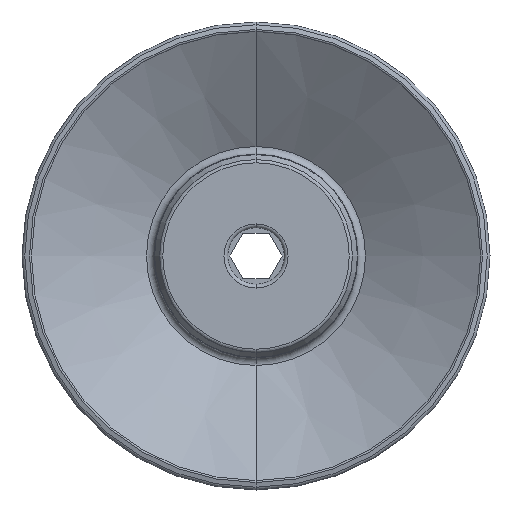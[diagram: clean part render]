
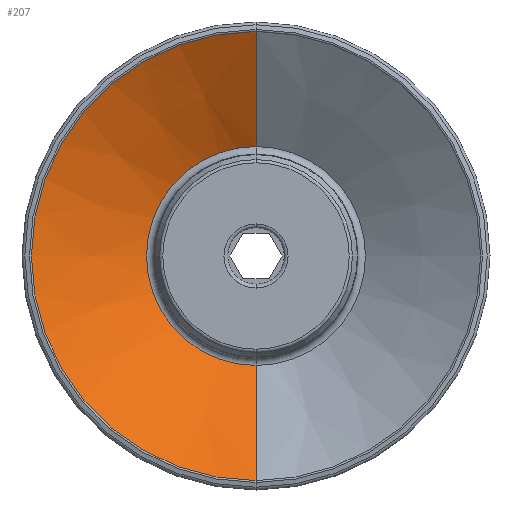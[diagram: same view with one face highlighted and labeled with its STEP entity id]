
A CAD part, front view. The second image highlights one B-rep face of the part: STEP entity #207.
In plain terms, the highlighted conical face has half-angle 58.6 degrees and reference radius 29.75 mm.
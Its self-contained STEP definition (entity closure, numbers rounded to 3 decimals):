
#207=ADVANCED_FACE('',(#535),#536,.F.);
#535=FACE_OUTER_BOUND('',#985,.T.);
#536=CONICAL_SURFACE('',#986,29.75,1.023);
#985=EDGE_LOOP('',(#5051,#5052,#5053,#5054));
#986=AXIS2_PLACEMENT_3D('',#5055,#5056,#5057);
#5051=ORIENTED_EDGE('',*,*,#6103,.T.);
#5052=ORIENTED_EDGE('',*,*,#6107,.T.);
#5053=ORIENTED_EDGE('',*,*,#6108,.F.);
#5054=ORIENTED_EDGE('',*,*,#6109,.F.);
#5055=CARTESIAN_POINT('',(0.0,-30.511,0.0));
#5056=DIRECTION('',(0.0,-1.0,-0.0));
#5057=DIRECTION('',(0.0,0.0,-1.0));
#6103=EDGE_CURVE('',#6651,#6652,#6653,.T.);
#6107=EDGE_CURVE('',#6652,#6657,#6658,.T.);
#6108=EDGE_CURVE('',#6659,#6657,#6660,.T.);
#6109=EDGE_CURVE('',#6651,#6659,#6661,.T.);
#6651=VERTEX_POINT('',#7761);
#6652=VERTEX_POINT('',#7762);
#6653=CIRCLE('',#7763,14.5);
#6657=VERTEX_POINT('',#7769);
#6658=LINE('',#7770,#7771);
#6659=VERTEX_POINT('',#7772);
#6660=CIRCLE('',#7773,29.75);
#6661=LINE('',#7774,#7775);
#7761=CARTESIAN_POINT('',(0.0,-21.203,-14.5));
#7762=CARTESIAN_POINT('',(0.,-21.203,14.5));
#7763=AXIS2_PLACEMENT_3D('',#9531,#9532,#9533);
#7769=CARTESIAN_POINT('',(0.0,-30.511,29.75));
#7770=CARTESIAN_POINT('',(0.,-30.511,29.75));
#7771=VECTOR('',#9536,1000.0);
#7772=CARTESIAN_POINT('',(0.,-30.511,-29.75));
#7773=AXIS2_PLACEMENT_3D('',#9537,#9538,#9539);
#7774=CARTESIAN_POINT('',(0.0,-30.511,-29.75));
#7775=VECTOR('',#9540,1000.0);
#9531=CARTESIAN_POINT('',(0.0,-21.203,0.0));
#9532=DIRECTION('',(0.0,1.0,0.0));
#9533=DIRECTION('',(0.0,0.0,1.0));
#9536=DIRECTION('',(0.,-0.521,0.854));
#9537=CARTESIAN_POINT('',(0.0,-30.511,0.0));
#9538=DIRECTION('',(0.0,1.0,0.0));
#9539=DIRECTION('',(0.0,0.0,1.0));
#9540=DIRECTION('',(0.0,-0.521,-0.854));
